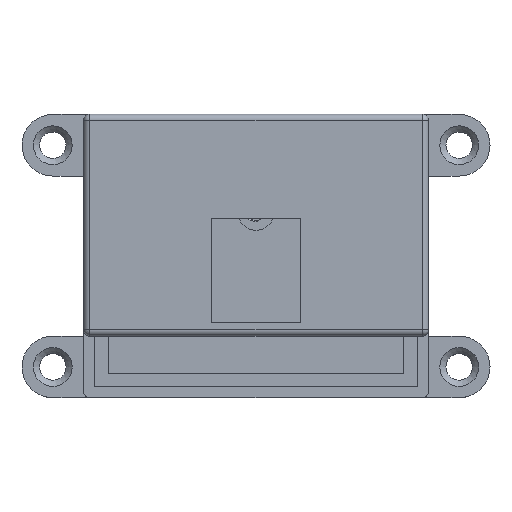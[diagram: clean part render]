
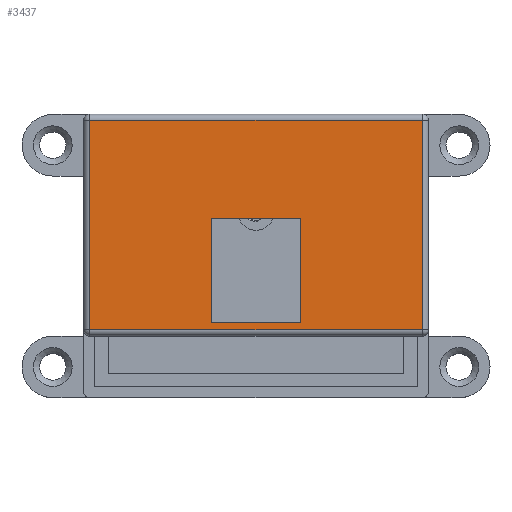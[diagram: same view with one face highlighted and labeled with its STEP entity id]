
A CAD part, top view. The second image highlights one B-rep face of the part: STEP entity #3437.
In plain terms, the highlighted planar face has unit normal (0, 0, 1).
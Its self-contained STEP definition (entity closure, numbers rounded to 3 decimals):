
#94 = CYLINDRICAL_SURFACE('',#95,1.);
#95 = AXIS2_PLACEMENT_3D('',#96,#97,#98);
#96 = CARTESIAN_POINT('',(-27.,17.,15.));
#97 = DIRECTION('',(0.,-1.,0.));
#98 = DIRECTION('',(0.,0.,1.));
#1452 = VERTEX_POINT('',#1453);
#1453 = CARTESIAN_POINT('',(-27.,17.,16.));
#1477 = VERTEX_POINT('',#1478);
#1478 = CARTESIAN_POINT('',(-27.,-17.,16.));
#1500 = EDGE_CURVE('',#1452,#1477,#1501,.T.);
#1501 = SURFACE_CURVE('',#1502,(#1506,#1513),.PCURVE_S1.);
#1502 = LINE('',#1503,#1504);
#1503 = CARTESIAN_POINT('',(-27.,17.,16.));
#1504 = VECTOR('',#1505,1.);
#1505 = DIRECTION('',(0.,-1.,0.));
#1506 = PCURVE('',#94,#1507);
#1507 = DEFINITIONAL_REPRESENTATION('',(#1508),#1512);
#1508 = LINE('',#1509,#1510);
#1509 = CARTESIAN_POINT('',(0.,0.));
#1510 = VECTOR('',#1511,1.);
#1511 = DIRECTION('',(0.,1.));
#1512 = ( GEOMETRIC_REPRESENTATION_CONTEXT(2) 
PARAMETRIC_REPRESENTATION_CONTEXT() REPRESENTATION_CONTEXT('2D SPACE',''
  ) );
#1513 = PCURVE('',#1514,#1519);
#1514 = PLANE('',#1515);
#1515 = AXIS2_PLACEMENT_3D('',#1516,#1517,#1518);
#1516 = CARTESIAN_POINT('',(0.,0.,16.));
#1517 = DIRECTION('',(0.,0.,1.));
#1518 = DIRECTION('',(1.,0.,0.));
#1519 = DEFINITIONAL_REPRESENTATION('',(#1520),#1524);
#1520 = LINE('',#1521,#1522);
#1521 = CARTESIAN_POINT('',(-27.,17.));
#1522 = VECTOR('',#1523,1.);
#1523 = DIRECTION('',(0.,-1.));
#1524 = ( GEOMETRIC_REPRESENTATION_CONTEXT(2) 
PARAMETRIC_REPRESENTATION_CONTEXT() REPRESENTATION_CONTEXT('2D SPACE',''
  ) );
#1544 = CYLINDRICAL_SURFACE('',#1545,1.);
#1545 = AXIS2_PLACEMENT_3D('',#1546,#1547,#1548);
#1546 = CARTESIAN_POINT('',(27.,17.,15.));
#1547 = DIRECTION('',(-1.,0.,0.));
#1548 = DIRECTION('',(0.,0.,1.));
#1702 = CYLINDRICAL_SURFACE('',#1703,1.);
#1703 = AXIS2_PLACEMENT_3D('',#1704,#1705,#1706);
#1704 = CARTESIAN_POINT('',(27.,-17.,15.));
#1705 = DIRECTION('',(0.,1.,0.));
#1706 = DIRECTION('',(0.,0.,1.));
#3397 = CYLINDRICAL_SURFACE('',#3398,1.);
#3398 = AXIS2_PLACEMENT_3D('',#3399,#3400,#3401);
#3399 = CARTESIAN_POINT('',(-27.,-17.,15.));
#3400 = DIRECTION('',(1.,0.,0.));
#3401 = DIRECTION('',(0.,0.,1.));
#3437 = ADVANCED_FACE('',(#3438,#3508),#1514,.T.);
#3438 = FACE_BOUND('',#3439,.T.);
#3439 = EDGE_LOOP('',(#3440,#3463,#3464,#3487));
#3440 = ORIENTED_EDGE('',*,*,#3441,.T.);
#3441 = EDGE_CURVE('',#3442,#1452,#3444,.T.);
#3442 = VERTEX_POINT('',#3443);
#3443 = CARTESIAN_POINT('',(27.,17.,16.));
#3444 = SURFACE_CURVE('',#3445,(#3449,#3456),.PCURVE_S1.);
#3445 = LINE('',#3446,#3447);
#3446 = CARTESIAN_POINT('',(27.,17.,16.));
#3447 = VECTOR('',#3448,1.);
#3448 = DIRECTION('',(-1.,0.,0.));
#3449 = PCURVE('',#1514,#3450);
#3450 = DEFINITIONAL_REPRESENTATION('',(#3451),#3455);
#3451 = LINE('',#3452,#3453);
#3452 = CARTESIAN_POINT('',(27.,17.));
#3453 = VECTOR('',#3454,1.);
#3454 = DIRECTION('',(-1.,0.));
#3455 = ( GEOMETRIC_REPRESENTATION_CONTEXT(2) 
PARAMETRIC_REPRESENTATION_CONTEXT() REPRESENTATION_CONTEXT('2D SPACE',''
  ) );
#3456 = PCURVE('',#1544,#3457);
#3457 = DEFINITIONAL_REPRESENTATION('',(#3458),#3462);
#3458 = LINE('',#3459,#3460);
#3459 = CARTESIAN_POINT('',(0.,0.));
#3460 = VECTOR('',#3461,1.);
#3461 = DIRECTION('',(0.,1.));
#3462 = ( GEOMETRIC_REPRESENTATION_CONTEXT(2) 
PARAMETRIC_REPRESENTATION_CONTEXT() REPRESENTATION_CONTEXT('2D SPACE',''
  ) );
#3463 = ORIENTED_EDGE('',*,*,#1500,.T.);
#3464 = ORIENTED_EDGE('',*,*,#3465,.T.);
#3465 = EDGE_CURVE('',#1477,#3466,#3468,.T.);
#3466 = VERTEX_POINT('',#3467);
#3467 = CARTESIAN_POINT('',(27.,-17.,16.));
#3468 = SURFACE_CURVE('',#3469,(#3473,#3480),.PCURVE_S1.);
#3469 = LINE('',#3470,#3471);
#3470 = CARTESIAN_POINT('',(-27.,-17.,16.));
#3471 = VECTOR('',#3472,1.);
#3472 = DIRECTION('',(1.,0.,0.));
#3473 = PCURVE('',#1514,#3474);
#3474 = DEFINITIONAL_REPRESENTATION('',(#3475),#3479);
#3475 = LINE('',#3476,#3477);
#3476 = CARTESIAN_POINT('',(-27.,-17.));
#3477 = VECTOR('',#3478,1.);
#3478 = DIRECTION('',(1.,0.));
#3479 = ( GEOMETRIC_REPRESENTATION_CONTEXT(2) 
PARAMETRIC_REPRESENTATION_CONTEXT() REPRESENTATION_CONTEXT('2D SPACE',''
  ) );
#3480 = PCURVE('',#3397,#3481);
#3481 = DEFINITIONAL_REPRESENTATION('',(#3482),#3486);
#3482 = LINE('',#3483,#3484);
#3483 = CARTESIAN_POINT('',(0.,0.));
#3484 = VECTOR('',#3485,1.);
#3485 = DIRECTION('',(0.,1.));
#3486 = ( GEOMETRIC_REPRESENTATION_CONTEXT(2) 
PARAMETRIC_REPRESENTATION_CONTEXT() REPRESENTATION_CONTEXT('2D SPACE',''
  ) );
#3487 = ORIENTED_EDGE('',*,*,#3488,.T.);
#3488 = EDGE_CURVE('',#3466,#3442,#3489,.T.);
#3489 = SURFACE_CURVE('',#3490,(#3494,#3501),.PCURVE_S1.);
#3490 = LINE('',#3491,#3492);
#3491 = CARTESIAN_POINT('',(27.,-17.,16.));
#3492 = VECTOR('',#3493,1.);
#3493 = DIRECTION('',(0.,1.,0.));
#3494 = PCURVE('',#1514,#3495);
#3495 = DEFINITIONAL_REPRESENTATION('',(#3496),#3500);
#3496 = LINE('',#3497,#3498);
#3497 = CARTESIAN_POINT('',(27.,-17.));
#3498 = VECTOR('',#3499,1.);
#3499 = DIRECTION('',(0.,1.));
#3500 = ( GEOMETRIC_REPRESENTATION_CONTEXT(2) 
PARAMETRIC_REPRESENTATION_CONTEXT() REPRESENTATION_CONTEXT('2D SPACE',''
  ) );
#3501 = PCURVE('',#1702,#3502);
#3502 = DEFINITIONAL_REPRESENTATION('',(#3503),#3507);
#3503 = LINE('',#3504,#3505);
#3504 = CARTESIAN_POINT('',(0.,0.));
#3505 = VECTOR('',#3506,1.);
#3506 = DIRECTION('',(0.,1.));
#3507 = ( GEOMETRIC_REPRESENTATION_CONTEXT(2) 
PARAMETRIC_REPRESENTATION_CONTEXT() REPRESENTATION_CONTEXT('2D SPACE',''
  ) );
#3508 = FACE_BOUND('',#3509,.T.);
#3509 = EDGE_LOOP('',(#3510,#3540,#3568,#3596));
#3510 = ORIENTED_EDGE('',*,*,#3511,.T.);
#3511 = EDGE_CURVE('',#3512,#3514,#3516,.T.);
#3512 = VERTEX_POINT('',#3513);
#3513 = CARTESIAN_POINT('',(7.25,-15.9,16.));
#3514 = VERTEX_POINT('',#3515);
#3515 = CARTESIAN_POINT('',(-7.25,-15.9,16.));
#3516 = SURFACE_CURVE('',#3517,(#3521,#3528),.PCURVE_S1.);
#3517 = LINE('',#3518,#3519);
#3518 = CARTESIAN_POINT('',(-3.625,-15.9,16.));
#3519 = VECTOR('',#3520,1.);
#3520 = DIRECTION('',(-1.,0.,0.));
#3521 = PCURVE('',#1514,#3522);
#3522 = DEFINITIONAL_REPRESENTATION('',(#3523),#3527);
#3523 = LINE('',#3524,#3525);
#3524 = CARTESIAN_POINT('',(-3.625,-15.9));
#3525 = VECTOR('',#3526,1.);
#3526 = DIRECTION('',(-1.,0.));
#3527 = ( GEOMETRIC_REPRESENTATION_CONTEXT(2) 
PARAMETRIC_REPRESENTATION_CONTEXT() REPRESENTATION_CONTEXT('2D SPACE',''
  ) );
#3528 = PCURVE('',#3529,#3534);
#3529 = PLANE('',#3530);
#3530 = AXIS2_PLACEMENT_3D('',#3531,#3532,#3533);
#3531 = CARTESIAN_POINT('',(-7.25,-15.9,0.));
#3532 = DIRECTION('',(0.,1.,0.));
#3533 = DIRECTION('',(1.,0.,0.));
#3534 = DEFINITIONAL_REPRESENTATION('',(#3535),#3539);
#3535 = LINE('',#3536,#3537);
#3536 = CARTESIAN_POINT('',(3.625,-16.));
#3537 = VECTOR('',#3538,1.);
#3538 = DIRECTION('',(-1.,0.));
#3539 = ( GEOMETRIC_REPRESENTATION_CONTEXT(2) 
PARAMETRIC_REPRESENTATION_CONTEXT() REPRESENTATION_CONTEXT('2D SPACE',''
  ) );
#3540 = ORIENTED_EDGE('',*,*,#3541,.T.);
#3541 = EDGE_CURVE('',#3514,#3542,#3544,.T.);
#3542 = VERTEX_POINT('',#3543);
#3543 = CARTESIAN_POINT('',(-7.25,1.1,16.));
#3544 = SURFACE_CURVE('',#3545,(#3549,#3556),.PCURVE_S1.);
#3545 = LINE('',#3546,#3547);
#3546 = CARTESIAN_POINT('',(-7.25,0.55,16.));
#3547 = VECTOR('',#3548,1.);
#3548 = DIRECTION('',(0.,1.,0.));
#3549 = PCURVE('',#1514,#3550);
#3550 = DEFINITIONAL_REPRESENTATION('',(#3551),#3555);
#3551 = LINE('',#3552,#3553);
#3552 = CARTESIAN_POINT('',(-7.25,0.55));
#3553 = VECTOR('',#3554,1.);
#3554 = DIRECTION('',(0.,1.));
#3555 = ( GEOMETRIC_REPRESENTATION_CONTEXT(2) 
PARAMETRIC_REPRESENTATION_CONTEXT() REPRESENTATION_CONTEXT('2D SPACE',''
  ) );
#3556 = PCURVE('',#3557,#3562);
#3557 = PLANE('',#3558);
#3558 = AXIS2_PLACEMENT_3D('',#3559,#3560,#3561);
#3559 = CARTESIAN_POINT('',(-7.25,1.1,0.));
#3560 = DIRECTION('',(1.,0.,0.));
#3561 = DIRECTION('',(0.,-1.,0.));
#3562 = DEFINITIONAL_REPRESENTATION('',(#3563),#3567);
#3563 = LINE('',#3564,#3565);
#3564 = CARTESIAN_POINT('',(0.55,-16.));
#3565 = VECTOR('',#3566,1.);
#3566 = DIRECTION('',(-1.,0.));
#3567 = ( GEOMETRIC_REPRESENTATION_CONTEXT(2) 
PARAMETRIC_REPRESENTATION_CONTEXT() REPRESENTATION_CONTEXT('2D SPACE',''
  ) );
#3568 = ORIENTED_EDGE('',*,*,#3569,.T.);
#3569 = EDGE_CURVE('',#3542,#3570,#3572,.T.);
#3570 = VERTEX_POINT('',#3571);
#3571 = CARTESIAN_POINT('',(7.25,1.1,16.));
#3572 = SURFACE_CURVE('',#3573,(#3577,#3584),.PCURVE_S1.);
#3573 = LINE('',#3574,#3575);
#3574 = CARTESIAN_POINT('',(3.625,1.1,16.));
#3575 = VECTOR('',#3576,1.);
#3576 = DIRECTION('',(1.,0.,0.));
#3577 = PCURVE('',#1514,#3578);
#3578 = DEFINITIONAL_REPRESENTATION('',(#3579),#3583);
#3579 = LINE('',#3580,#3581);
#3580 = CARTESIAN_POINT('',(3.625,1.1));
#3581 = VECTOR('',#3582,1.);
#3582 = DIRECTION('',(1.,0.));
#3583 = ( GEOMETRIC_REPRESENTATION_CONTEXT(2) 
PARAMETRIC_REPRESENTATION_CONTEXT() REPRESENTATION_CONTEXT('2D SPACE',''
  ) );
#3584 = PCURVE('',#3585,#3590);
#3585 = PLANE('',#3586);
#3586 = AXIS2_PLACEMENT_3D('',#3587,#3588,#3589);
#3587 = CARTESIAN_POINT('',(7.25,1.1,0.));
#3588 = DIRECTION('',(0.,-1.,0.));
#3589 = DIRECTION('',(-1.,0.,0.));
#3590 = DEFINITIONAL_REPRESENTATION('',(#3591),#3595);
#3591 = LINE('',#3592,#3593);
#3592 = CARTESIAN_POINT('',(3.625,-16.));
#3593 = VECTOR('',#3594,1.);
#3594 = DIRECTION('',(-1.,-0.));
#3595 = ( GEOMETRIC_REPRESENTATION_CONTEXT(2) 
PARAMETRIC_REPRESENTATION_CONTEXT() REPRESENTATION_CONTEXT('2D SPACE',''
  ) );
#3596 = ORIENTED_EDGE('',*,*,#3597,.T.);
#3597 = EDGE_CURVE('',#3570,#3512,#3598,.T.);
#3598 = SURFACE_CURVE('',#3599,(#3603,#3610),.PCURVE_S1.);
#3599 = LINE('',#3600,#3601);
#3600 = CARTESIAN_POINT('',(7.25,-7.95,16.));
#3601 = VECTOR('',#3602,1.);
#3602 = DIRECTION('',(0.,-1.,0.));
#3603 = PCURVE('',#1514,#3604);
#3604 = DEFINITIONAL_REPRESENTATION('',(#3605),#3609);
#3605 = LINE('',#3606,#3607);
#3606 = CARTESIAN_POINT('',(7.25,-7.95));
#3607 = VECTOR('',#3608,1.);
#3608 = DIRECTION('',(0.,-1.));
#3609 = ( GEOMETRIC_REPRESENTATION_CONTEXT(2) 
PARAMETRIC_REPRESENTATION_CONTEXT() REPRESENTATION_CONTEXT('2D SPACE',''
  ) );
#3610 = PCURVE('',#3611,#3616);
#3611 = PLANE('',#3612);
#3612 = AXIS2_PLACEMENT_3D('',#3613,#3614,#3615);
#3613 = CARTESIAN_POINT('',(7.25,-15.9,0.));
#3614 = DIRECTION('',(-1.,0.,0.));
#3615 = DIRECTION('',(0.,1.,0.));
#3616 = DEFINITIONAL_REPRESENTATION('',(#3617),#3621);
#3617 = LINE('',#3618,#3619);
#3618 = CARTESIAN_POINT('',(7.95,-16.));
#3619 = VECTOR('',#3620,1.);
#3620 = DIRECTION('',(-1.,0.));
#3621 = ( GEOMETRIC_REPRESENTATION_CONTEXT(2) 
PARAMETRIC_REPRESENTATION_CONTEXT() REPRESENTATION_CONTEXT('2D SPACE',''
  ) );
